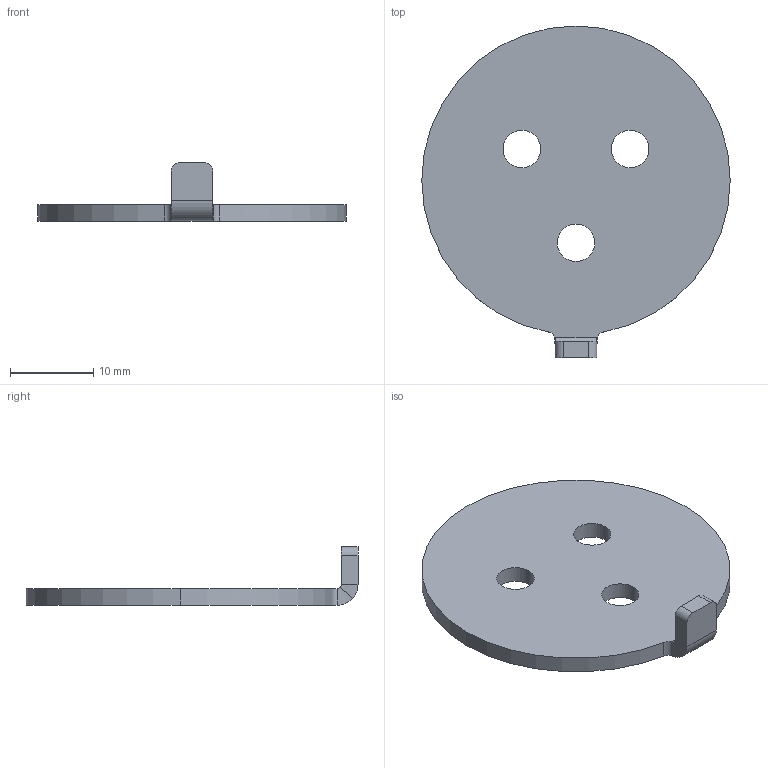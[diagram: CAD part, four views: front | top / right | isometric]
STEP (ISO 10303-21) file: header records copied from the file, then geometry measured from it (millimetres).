
FILE_DESCRIPTION (( 'STEP AP203' ), '1' );
FILE_NAME ('MS001-A.02.020JS.1.1MS001-A坶踡釱2.step', '2021-08-27T10:46:40', ( 'Windows User' ), ( 'P R C' ), 'SwSTEP 2.0', 'SolidWorks 2016', '' );
FILE_SCHEMA (( 'CONFIG_CONTROL_DESIGN' ));
Length unit declared in the file: millimetre
Products named in the file (1): MS001-A.02.020JS.1.1MS001-A坶踡釱2
Bounding box: 37 x 39.82 x 7 mm (x, y, z)
Volume: 2127.1 mm3; surface area: 2470.9 mm2
Topology: 1 solids, 1 shells, 26 faces, 64 edges, 40 vertices
Faces by surface type: cylinder 15, plane 9, bspline 2
Entity records: 911 total; most frequent: CARTESIAN_POINT 201, DIRECTION 136, ORIENTED_EDGE 128, EDGE_CURVE 64, AXIS2_PLACEMENT_3D 55, VERTEX_POINT 40, EDGE_LOOP 32, CIRCLE 30
